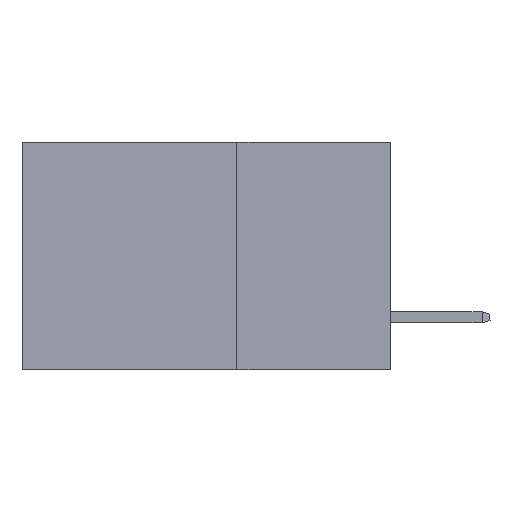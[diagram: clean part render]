
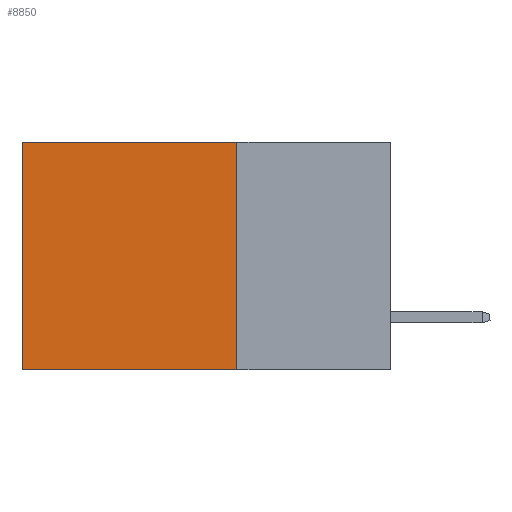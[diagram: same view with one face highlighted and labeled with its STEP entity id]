
A CAD part, left-side view. The second image highlights one B-rep face of the part: STEP entity #8850.
In plain terms, the highlighted planar face has unit normal (-1, 0, 0).
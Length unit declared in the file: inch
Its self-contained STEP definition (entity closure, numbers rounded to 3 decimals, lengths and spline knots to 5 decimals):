
#97 = CARTESIAN_POINT ( 'NONE',  ( 0.2875, 0.25, 0. ) ) ;
#751 = EDGE_LOOP ( 'NONE', ( #5494, #9989, #13357, #1432 ) ) ;
#1432 = ORIENTED_EDGE ( 'NONE', *, *, #13861, .T. ) ;
#2149 = CARTESIAN_POINT ( 'NONE',  ( 0.2875, 0.6, 0. ) ) ;
#2912 = PLANE ( 'NONE',  #8734 ) ;
#3360 = EDGE_CURVE ( 'NONE', #16781, #16736, #17022, .T. ) ;
#3543 = DIRECTION ( 'NONE',  ( 0., 0., -1. ) ) ;
#3818 = FACE_OUTER_BOUND ( 'NONE', #751, .T. ) ;
#4295 = DIRECTION ( 'NONE',  ( 0., 0., -1. ) ) ;
#4440 = VECTOR ( 'NONE', #8628, 39.37008 ) ;
#4628 = DIRECTION ( 'NONE',  ( 0., 0., -1. ) ) ;
#5028 = VERTEX_POINT ( 'NONE', #6193 ) ;
#5494 = ORIENTED_EDGE ( 'NONE', *, *, #3360, .T. ) ;
#5697 = CARTESIAN_POINT ( 'NONE',  ( 0.2875, 0.25, 0. ) ) ;
#5984 = CARTESIAN_POINT ( 'NONE',  ( 0.2875, 0.25, 0. ) ) ;
#6193 = CARTESIAN_POINT ( 'NONE',  ( 0.2875, 0.25, -0.37 ) ) ;
#8566 = CARTESIAN_POINT ( 'NONE',  ( 0.2875, 0.6, -0.37 ) ) ;
#8628 = DIRECTION ( 'NONE',  ( 0., 1., 0. ) ) ;
#8734 = AXIS2_PLACEMENT_3D ( 'NONE', #97, #12376, #4295 ) ;
#8850 = ADVANCED_FACE ( 'NONE', ( #3818 ), #2912, .F. ) ;
#9267 = LINE ( 'NONE', #5984, #13255 ) ;
#9300 = VECTOR ( 'NONE', #15043, 39.37008 ) ;
#9684 = CARTESIAN_POINT ( 'NONE',  ( 0.2875, 0.25, -0.37 ) ) ;
#9989 = ORIENTED_EDGE ( 'NONE', *, *, #13756, .F. ) ;
#11316 = CARTESIAN_POINT ( 'NONE',  ( 0.2875, 0.6, 0. ) ) ;
#11606 = LINE ( 'NONE', #16493, #4440 ) ;
#12376 = DIRECTION ( 'NONE',  ( 1., 0., 0. ) ) ;
#12861 = LINE ( 'NONE', #9684, #9300 ) ;
#13255 = VECTOR ( 'NONE', #4628, 39.37008 ) ;
#13357 = ORIENTED_EDGE ( 'NONE', *, *, #15474, .F. ) ;
#13756 = EDGE_CURVE ( 'NONE', #5028, #16736, #12861, .T. ) ;
#13861 = EDGE_CURVE ( 'NONE', #14479, #16781, #11606, .T. ) ;
#14479 = VERTEX_POINT ( 'NONE', #5697 ) ;
#15043 = DIRECTION ( 'NONE',  ( 0., 1., 0. ) ) ;
#15474 = EDGE_CURVE ( 'NONE', #14479, #5028, #9267, .T. ) ;
#16493 = CARTESIAN_POINT ( 'NONE',  ( 0.2875, 0.25, 0. ) ) ;
#16624 = VECTOR ( 'NONE', #3543, 39.37008 ) ;
#16736 = VERTEX_POINT ( 'NONE', #8566 ) ;
#16781 = VERTEX_POINT ( 'NONE', #11316 ) ;
#17022 = LINE ( 'NONE', #2149, #16624 ) ;
